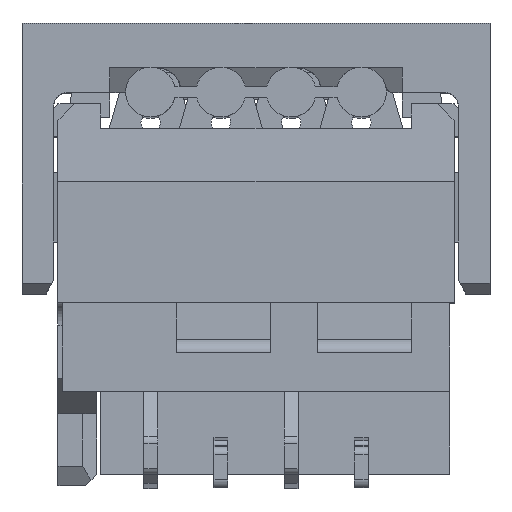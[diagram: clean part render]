
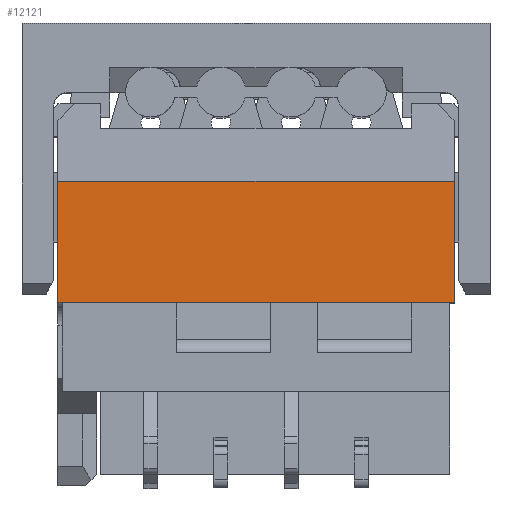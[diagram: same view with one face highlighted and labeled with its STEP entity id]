
A CAD part, top view. The second image highlights one B-rep face of the part: STEP entity #12121.
In plain terms, the highlighted face is planar.
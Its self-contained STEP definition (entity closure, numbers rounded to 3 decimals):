
#596 = ORIENTED_EDGE ( 'NONE', *, *, #4935, .T. ) ;
#1162 = CARTESIAN_POINT ( 'NONE',  ( -3.58, 2.5, -3.15 ) ) ;
#1512 = PLANE ( 'NONE',  #4020 ) ;
#2308 = VERTEX_POINT ( 'NONE', #3657 ) ;
#3547 = DIRECTION ( 'NONE',  ( 0., 0., 1. ) ) ;
#3657 = CARTESIAN_POINT ( 'NONE',  ( -3.58, 2.5, -0.95 ) ) ;
#3713 = EDGE_CURVE ( 'NONE', #13103, #8197, #15137, .T. ) ;
#4020 = AXIS2_PLACEMENT_3D ( 'NONE', #12051, #6158, #4415 ) ;
#4126 = VECTOR ( 'NONE', #3547, 1000. ) ;
#4341 = VECTOR ( 'NONE', #17256, 1000. ) ;
#4415 = DIRECTION ( 'NONE',  ( 1., 0., 0. ) ) ;
#4522 = ORIENTED_EDGE ( 'NONE', *, *, #3713, .F. ) ;
#4935 = EDGE_CURVE ( 'NONE', #2308, #8197, #6838, .T. ) ;
#6072 = ORIENTED_EDGE ( 'NONE', *, *, #6211, .T. ) ;
#6158 = DIRECTION ( 'NONE',  ( 0., 1., 0. ) ) ;
#6211 = EDGE_CURVE ( 'NONE', #18350, #2308, #9947, .T. ) ;
#6838 = LINE ( 'NONE', #8268, #4341 ) ;
#7011 = CARTESIAN_POINT ( 'NONE',  ( 3.58, 2.5, -0.95 ) ) ;
#7502 = FACE_OUTER_BOUND ( 'NONE', #17171, .T. ) ;
#7803 = CARTESIAN_POINT ( 'NONE',  ( 3.58, 2.5, -3.15 ) ) ;
#8197 = VERTEX_POINT ( 'NONE', #7011 ) ;
#8268 = CARTESIAN_POINT ( 'NONE',  ( -3.58, 2.5, -0.95 ) ) ;
#8317 = LINE ( 'NONE', #1162, #17830 ) ;
#8500 = EDGE_CURVE ( 'NONE', #18350, #13103, #8317, .T. ) ;
#8582 = CARTESIAN_POINT ( 'NONE',  ( 3.58, 2.5, -3.15 ) ) ;
#9947 = LINE ( 'NONE', #10231, #16425 ) ;
#10231 = CARTESIAN_POINT ( 'NONE',  ( -3.58, 2.5, -3.15 ) ) ;
#12051 = CARTESIAN_POINT ( 'NONE',  ( -3.58, 2.5, -3.15 ) ) ;
#12121 = ADVANCED_FACE ( 'NONE', ( #7502 ), #1512, .T. ) ;
#13103 = VERTEX_POINT ( 'NONE', #8582 ) ;
#14393 = DIRECTION ( 'NONE',  ( 0., 0., 1. ) ) ;
#15137 = LINE ( 'NONE', #7803, #4126 ) ;
#15521 = ORIENTED_EDGE ( 'NONE', *, *, #8500, .F. ) ;
#15993 = CARTESIAN_POINT ( 'NONE',  ( -3.58, 2.5, -3.15 ) ) ;
#16425 = VECTOR ( 'NONE', #14393, 1000. ) ;
#17171 = EDGE_LOOP ( 'NONE', ( #596, #4522, #15521, #6072 ) ) ;
#17195 = DIRECTION ( 'NONE',  ( 1., 0., 0. ) ) ;
#17256 = DIRECTION ( 'NONE',  ( 1., 0., 0. ) ) ;
#17830 = VECTOR ( 'NONE', #17195, 1000. ) ;
#18350 = VERTEX_POINT ( 'NONE', #15993 ) ;
